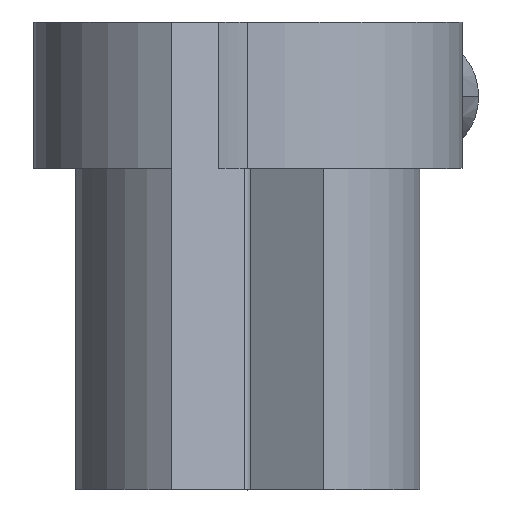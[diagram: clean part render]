
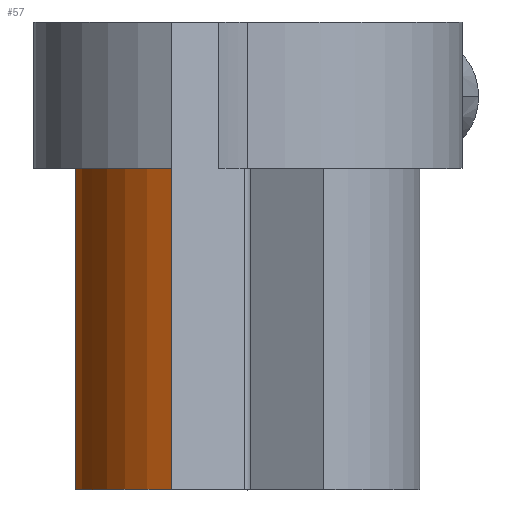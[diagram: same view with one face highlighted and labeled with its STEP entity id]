
A CAD part, top view. The second image highlights one B-rep face of the part: STEP entity #57.
In plain terms, the highlighted cylindrical face has radius 14.75 mm (diameter 29.5 mm), a partial arc.
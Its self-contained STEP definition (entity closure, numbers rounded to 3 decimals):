
#11 = EDGE_LOOP ( 'NONE', ( #58, #22, #25, #78 ) ) ;
#21 = VERTEX_POINT ( 'NONE', #575 ) ;
#22 = ORIENTED_EDGE ( 'NONE', *, *, #23, .T. ) ;
#23 = EDGE_CURVE ( 'NONE', #60, #24, #570, .T. ) ;
#24 = VERTEX_POINT ( 'NONE', #566 ) ;
#25 = ORIENTED_EDGE ( 'NONE', *, *, #90, .T. ) ;
#57 = ADVANCED_FACE ( 'NONE', ( #517 ), #516, .T. ) ;
#58 = ORIENTED_EDGE ( 'NONE', *, *, #59, .F. ) ;
#59 = EDGE_CURVE ( 'NONE', #60, #21, #511, .T. ) ;
#60 = VERTEX_POINT ( 'NONE', #507 ) ;
#78 = ORIENTED_EDGE ( 'NONE', *, *, #79, .F. ) ;
#79 = EDGE_CURVE ( 'NONE', #21, #80, #639, .T. ) ;
#80 = VERTEX_POINT ( 'NONE', #635 ) ;
#90 = EDGE_CURVE ( 'NONE', #24, #80, #606, .T. ) ;
#507 = CARTESIAN_POINT ( 'NONE',  ( 0., 40., -14.75 ) ) ;
#508 = DIRECTION ( 'NONE',  ( 0., 0., 1. ) ) ;
#509 = DIRECTION ( 'NONE',  ( 0., 1., 0. ) ) ;
#510 = AXIS2_PLACEMENT_3D ( 'NONE', #515, #509, #508 ) ;
#511 = CIRCLE ( 'NONE', #510, 14.75 ) ;
#512 = DIRECTION ( 'NONE',  ( 0., 0., -1. ) ) ;
#513 = DIRECTION ( 'NONE',  ( 0., -1., 0. ) ) ;
#514 = AXIS2_PLACEMENT_3D ( 'NONE', #520, #513, #512 ) ;
#515 = CARTESIAN_POINT ( 'NONE',  ( 0., 40., 0. ) ) ;
#516 = CYLINDRICAL_SURFACE ( 'NONE', #514, 14.75 ) ;
#517 = FACE_OUTER_BOUND ( 'NONE', #11, .T. ) ;
#520 = CARTESIAN_POINT ( 'NONE',  ( 0., 40., 0. ) ) ;
#566 = CARTESIAN_POINT ( 'NONE',  ( 0., 0., -14.75 ) ) ;
#567 = DIRECTION ( 'NONE',  ( 0., -1., 0. ) ) ;
#568 = VECTOR ( 'NONE', #567, 1000. ) ;
#569 = CARTESIAN_POINT ( 'NONE',  ( 0., 40., -14.75 ) ) ;
#570 = LINE ( 'NONE', #569, #568 ) ;
#575 = CARTESIAN_POINT ( 'NONE',  ( -6.5, 40., 13.241 ) ) ;
#605 = CARTESIAN_POINT ( 'NONE',  ( 0., 0., 0. ) ) ;
#606 = CIRCLE ( 'NONE', #628, 14.75 ) ;
#626 = DIRECTION ( 'NONE',  ( 0., 0., 1. ) ) ;
#627 = DIRECTION ( 'NONE',  ( 0., 1., 0. ) ) ;
#628 = AXIS2_PLACEMENT_3D ( 'NONE', #605, #627, #626 ) ;
#635 = CARTESIAN_POINT ( 'NONE',  ( -6.5, 0., 13.241 ) ) ;
#636 = DIRECTION ( 'NONE',  ( 0., -1., 0. ) ) ;
#637 = VECTOR ( 'NONE', #636, 1000. ) ;
#638 = CARTESIAN_POINT ( 'NONE',  ( -6.5, 40., 13.241 ) ) ;
#639 = LINE ( 'NONE', #638, #637 ) ;
